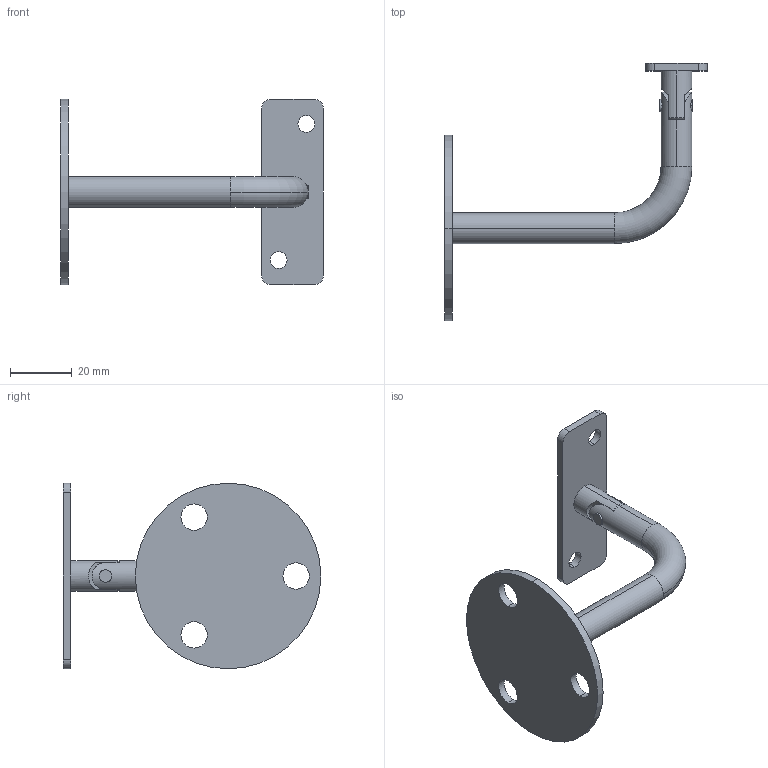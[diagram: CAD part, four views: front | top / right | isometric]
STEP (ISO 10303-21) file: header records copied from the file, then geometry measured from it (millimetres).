
FILE_DESCRIPTION (( 'STEP AP203' ), '1' );
FILE_NAME ('3D_GW2792_Flach_188681580.STEP', '2024-09-28T08:55:54', ( '' ), ( '' ), 'SwSTEP 2.0', 'SolidWorks 2024', '' );
FILE_SCHEMA (( 'CONFIG_CONTROL_DESIGN' ));
Length unit declared in the file: millimetre
Products named in the file (1): 3D_GW2792_Flach_188681580
Bounding box: 85 x 83.34 x 60 mm (x, y, z)
Volume: 18479.7 mm3; surface area: 12508.4 mm2
Topology: 1 solids, 1 shells, 64 faces, 166 edges, 110 vertices
Faces by surface type: cylinder 36, plane 22, sphere 4, torus 2
Entity records: 2335 total; most frequent: CARTESIAN_POINT 593, DIRECTION 372, ORIENTED_EDGE 332, EDGE_CURVE 166, AXIS2_PLACEMENT_3D 153, VERTEX_POINT 110, CIRCLE 88, EDGE_LOOP 84
